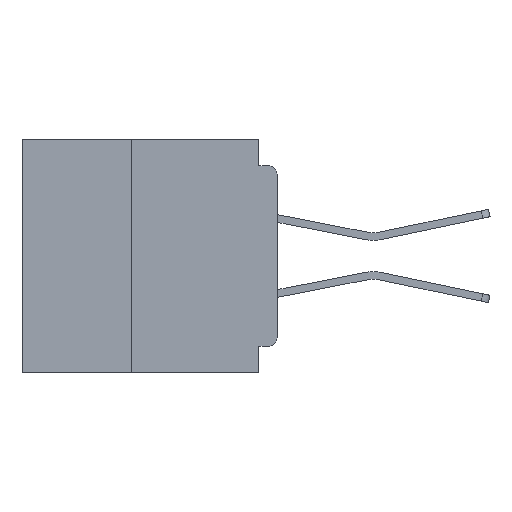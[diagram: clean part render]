
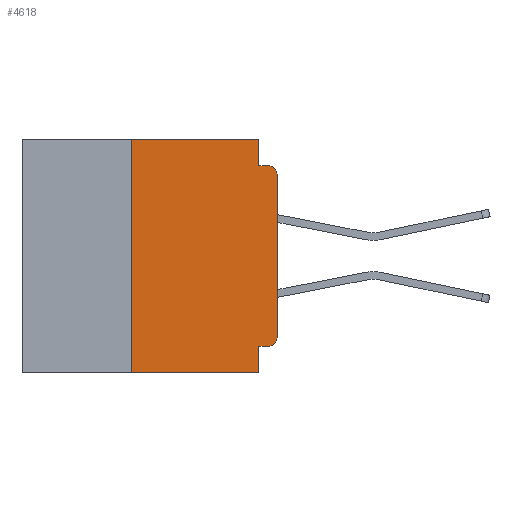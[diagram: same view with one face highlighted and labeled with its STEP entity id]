
A CAD part, left-side view. The second image highlights one B-rep face of the part: STEP entity #4618.
In plain terms, the highlighted planar face has unit normal (-1, 0, 0).
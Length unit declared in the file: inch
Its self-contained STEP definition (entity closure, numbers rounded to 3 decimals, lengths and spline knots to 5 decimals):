
#474 = CARTESIAN_POINT ( 'NONE',  ( 0., 0.015, -0.045 ) ) ;
#1839 = VERTEX_POINT ( 'NONE', #5538 ) ;
#2854 = LINE ( 'NONE', #27618, #36061 ) ;
#3156 = LINE ( 'NONE', #26833, #18399 ) ;
#4218 = EDGE_CURVE ( 'NONE', #13415, #20234, #4703, .T. ) ;
#4618 = ADVANCED_FACE ( 'NONE', ( #4658 ), #11535, .F. ) ;
#4658 = FACE_OUTER_BOUND ( 'NONE', #20448, .T. ) ;
#4703 = CIRCLE ( 'NONE', #10929, 0.015 ) ;
#4842 = CARTESIAN_POINT ( 'NONE',  ( 0., 0.031, 0. ) ) ;
#5538 = CARTESIAN_POINT ( 'NONE',  ( 0., 0.25, 0. ) ) ;
#5796 = CARTESIAN_POINT ( 'NONE',  ( 0., 0.031, 0. ) ) ;
#5931 = VECTOR ( 'NONE', #8925, 39.37008 ) ;
#6569 = VECTOR ( 'NONE', #12359, 39.37008 ) ;
#8135 = ORIENTED_EDGE ( 'NONE', *, *, #13350, .T. ) ;
#8526 = CARTESIAN_POINT ( 'NONE',  ( 0., 0.25, -0.4 ) ) ;
#8925 = DIRECTION ( 'NONE',  ( 0., 1., 0. ) ) ;
#8991 = LINE ( 'NONE', #21802, #5931 ) ;
#10135 = ORIENTED_EDGE ( 'NONE', *, *, #21437, .F. ) ;
#10138 = DIRECTION ( 'NONE',  ( -1., 0., 0. ) ) ;
#10692 = AXIS2_PLACEMENT_3D ( 'NONE', #11443, #11392, #11345 ) ;
#10806 = CARTESIAN_POINT ( 'NONE',  ( 0., 0.031, -0.355 ) ) ;
#10929 = AXIS2_PLACEMENT_3D ( 'NONE', #18529, #18502, #18492 ) ;
#11132 = CARTESIAN_POINT ( 'NONE',  ( 0., 0., -0.34 ) ) ;
#11345 = DIRECTION ( 'NONE',  ( 0., 0., -1. ) ) ;
#11392 = DIRECTION ( 'NONE',  ( 1., 0., 0. ) ) ;
#11421 = ORIENTED_EDGE ( 'NONE', *, *, #19168, .F. ) ;
#11443 = CARTESIAN_POINT ( 'NONE',  ( 0., 0.437, 0. ) ) ;
#11535 = PLANE ( 'NONE',  #10692 ) ;
#12359 = DIRECTION ( 'NONE',  ( 0., 0., -1. ) ) ;
#12717 = LINE ( 'NONE', #14190, #28740 ) ;
#13006 = VECTOR ( 'NONE', #15996, 39.37008 ) ;
#13304 = EDGE_CURVE ( 'NONE', #26463, #21953, #21439, .T. ) ;
#13350 = EDGE_CURVE ( 'NONE', #27957, #21953, #3156, .T. ) ;
#13415 = VERTEX_POINT ( 'NONE', #23924 ) ;
#13534 = ORIENTED_EDGE ( 'NONE', *, *, #13304, .F. ) ;
#13805 = CARTESIAN_POINT ( 'NONE',  ( 0., 0.031, -0.4 ) ) ;
#14190 = CARTESIAN_POINT ( 'NONE',  ( 0., 0.25, -0.4 ) ) ;
#15765 = ORIENTED_EDGE ( 'NONE', *, *, #41403, .F. ) ;
#15976 = ORIENTED_EDGE ( 'NONE', *, *, #29348, .T. ) ;
#15996 = DIRECTION ( 'NONE',  ( 0., -1., 0. ) ) ;
#18399 = VECTOR ( 'NONE', #30015, 39.37008 ) ;
#18492 = DIRECTION ( 'NONE',  ( 0., 0., -1. ) ) ;
#18502 = DIRECTION ( 'NONE',  ( -1., 0., 0. ) ) ;
#18529 = CARTESIAN_POINT ( 'NONE',  ( 0., 0.015, -0.34 ) ) ;
#19028 = EDGE_CURVE ( 'NONE', #27957, #1839, #12717, .T. ) ;
#19168 = EDGE_CURVE ( 'NONE', #30532, #35489, #32207, .T. ) ;
#20234 = VERTEX_POINT ( 'NONE', #11132 ) ;
#20448 = EDGE_LOOP ( 'NONE', ( #24808, #15976, #37409, #11421, #10135, #32651, #8135, #13534, #15765, #41009 ) ) ;
#21360 = CARTESIAN_POINT ( 'NONE',  ( 0., 0., -0.06 ) ) ;
#21437 = EDGE_CURVE ( 'NONE', #1839, #30532, #21579, .T. ) ;
#21439 = LINE ( 'NONE', #13805, #36372 ) ;
#21579 = LINE ( 'NONE', #35139, #13006 ) ;
#21802 = CARTESIAN_POINT ( 'NONE',  ( 0., 0., -0.355 ) ) ;
#21865 = VECTOR ( 'NONE', #33019, 39.37008 ) ;
#21953 = VERTEX_POINT ( 'NONE', #28136 ) ;
#23154 = VERTEX_POINT ( 'NONE', #21360 ) ;
#23517 = DIRECTION ( 'NONE',  ( 0., 0., -1. ) ) ;
#23541 = AXIS2_PLACEMENT_3D ( 'NONE', #29357, #10138, #32552 ) ;
#23896 = DIRECTION ( 'NONE',  ( 0., 0., 1. ) ) ;
#23924 = CARTESIAN_POINT ( 'NONE',  ( 0., 0.015, -0.355 ) ) ;
#24808 = ORIENTED_EDGE ( 'NONE', *, *, #39571, .T. ) ;
#24890 = EDGE_CURVE ( 'NONE', #35489, #41642, #2854, .T. ) ;
#26463 = VERTEX_POINT ( 'NONE', #10806 ) ;
#26833 = CARTESIAN_POINT ( 'NONE',  ( 0., 0.437, -0.4 ) ) ;
#27618 = CARTESIAN_POINT ( 'NONE',  ( 0., 0., -0.045 ) ) ;
#27957 = VERTEX_POINT ( 'NONE', #8526 ) ;
#28136 = CARTESIAN_POINT ( 'NONE',  ( 0., 0.031, -0.4 ) ) ;
#28740 = VECTOR ( 'NONE', #23896, 39.37008 ) ;
#29196 = CARTESIAN_POINT ( 'NONE',  ( 0., 0.031, -0.045 ) ) ;
#29237 = CIRCLE ( 'NONE', #23541, 0.015 ) ;
#29297 = LINE ( 'NONE', #29940, #21865 ) ;
#29348 = EDGE_CURVE ( 'NONE', #23154, #41642, #29237, .T. ) ;
#29357 = CARTESIAN_POINT ( 'NONE',  ( 0., 0.015, -0.06 ) ) ;
#29940 = CARTESIAN_POINT ( 'NONE',  ( 0., 0., 0. ) ) ;
#30015 = DIRECTION ( 'NONE',  ( 0., -1., 0. ) ) ;
#30532 = VERTEX_POINT ( 'NONE', #4842 ) ;
#30825 = DIRECTION ( 'NONE',  ( 0., -1., 0. ) ) ;
#32207 = LINE ( 'NONE', #5796, #6569 ) ;
#32552 = DIRECTION ( 'NONE',  ( 0., 0., -1. ) ) ;
#32651 = ORIENTED_EDGE ( 'NONE', *, *, #19028, .F. ) ;
#33019 = DIRECTION ( 'NONE',  ( 0., 0., 1. ) ) ;
#35139 = CARTESIAN_POINT ( 'NONE',  ( 0., 0.437, 0. ) ) ;
#35489 = VERTEX_POINT ( 'NONE', #29196 ) ;
#36061 = VECTOR ( 'NONE', #30825, 39.37008 ) ;
#36372 = VECTOR ( 'NONE', #23517, 39.37008 ) ;
#37409 = ORIENTED_EDGE ( 'NONE', *, *, #24890, .F. ) ;
#39571 = EDGE_CURVE ( 'NONE', #20234, #23154, #29297, .T. ) ;
#41009 = ORIENTED_EDGE ( 'NONE', *, *, #4218, .T. ) ;
#41403 = EDGE_CURVE ( 'NONE', #13415, #26463, #8991, .T. ) ;
#41642 = VERTEX_POINT ( 'NONE', #474 ) ;
